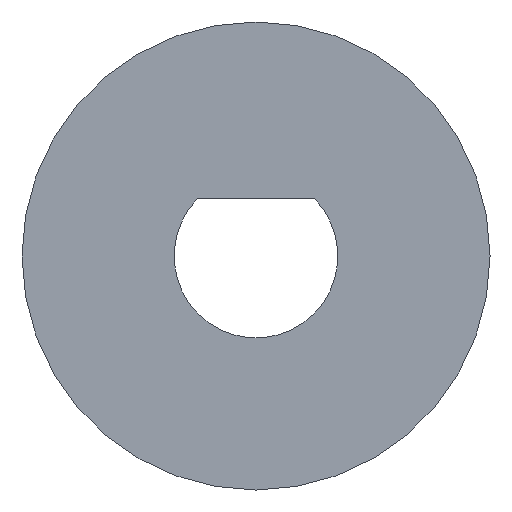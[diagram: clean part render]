
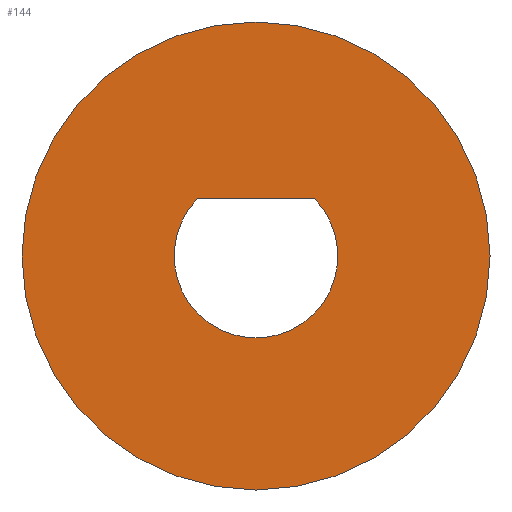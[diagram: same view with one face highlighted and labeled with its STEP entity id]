
A CAD part, front view. The second image highlights one B-rep face of the part: STEP entity #144.
In plain terms, the highlighted planar face has unit normal (0, -1, 0).
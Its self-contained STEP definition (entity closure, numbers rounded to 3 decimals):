
#18=FACE_BOUND('',#55,.T.);
#21=LINE('',#233,#33);
#33=VECTOR('',#190,10.);
#45=FACE_OUTER_BOUND('',#54,.T.);
#54=EDGE_LOOP('',(#102));
#55=EDGE_LOOP('',(#103,#104));
#66=CIRCLE('',#168,6.);
#67=CIRCLE('',#169,2.1);
#72=VERTEX_POINT('',#228);
#73=VERTEX_POINT('',#230);
#74=VERTEX_POINT('',#231);
#84=EDGE_CURVE('',#72,#72,#66,.T.);
#85=EDGE_CURVE('',#73,#74,#67,.T.);
#86=EDGE_CURVE('',#74,#73,#21,.T.);
#102=ORIENTED_EDGE('',*,*,#84,.T.);
#103=ORIENTED_EDGE('',*,*,#85,.T.);
#104=ORIENTED_EDGE('',*,*,#86,.T.);
#138=PLANE('',#167);
#144=ADVANCED_FACE('',(#45,#18),#138,.F.);
#167=AXIS2_PLACEMENT_3D('',#227,#184,#185);
#168=AXIS2_PLACEMENT_3D('',#229,#186,#187);
#169=AXIS2_PLACEMENT_3D('',#232,#188,#189);
#184=DIRECTION('center_axis',(0.,1.,0.));
#185=DIRECTION('ref_axis',(1.,0.,0.));
#186=DIRECTION('center_axis',(0.,-1.,0.));
#187=DIRECTION('ref_axis',(1.,0.,0.));
#188=DIRECTION('center_axis',(0.,1.,0.));
#189=DIRECTION('ref_axis',(0.714,0.,0.7));
#190=DIRECTION('',(1.,0.,0.));
#227=CARTESIAN_POINT('Origin',(0.,-3.,0.));
#228=CARTESIAN_POINT('',(-6.,-3.,0.));
#229=CARTESIAN_POINT('Origin',(0.,-3.,0.));
#230=CARTESIAN_POINT('',(1.5,-3.,1.469));
#231=CARTESIAN_POINT('',(-1.5,-3.,1.469));
#232=CARTESIAN_POINT('Origin',(0.,-3.,0.));
#233=CARTESIAN_POINT('',(1.5,-3.,1.469));
